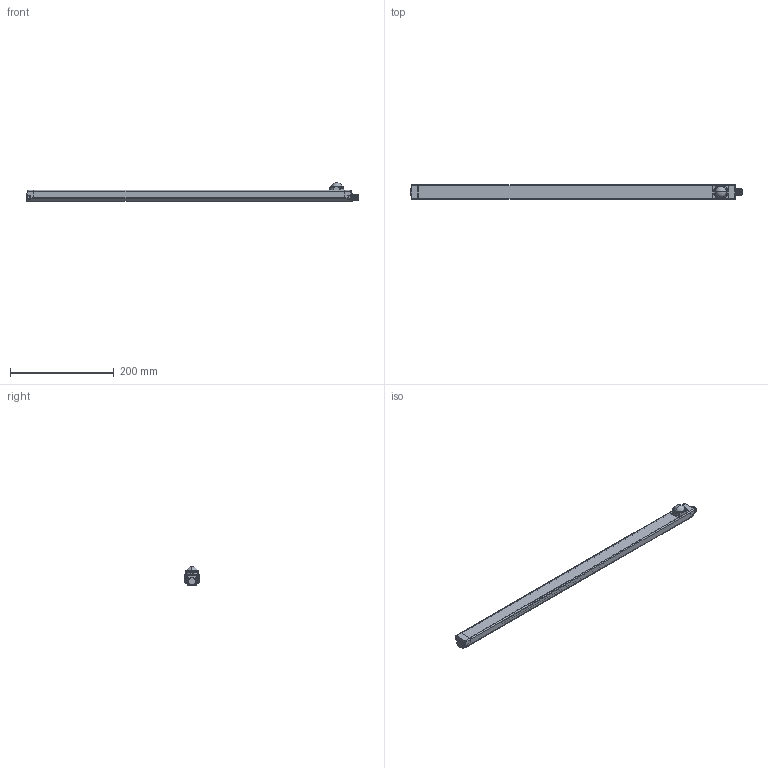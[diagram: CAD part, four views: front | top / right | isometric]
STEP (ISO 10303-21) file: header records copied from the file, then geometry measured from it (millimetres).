
FILE_DESCRIPTION((''),'2;1');
FILE_NAME('186382_ASM','2015-03-04T',('PDMAdmin'),(''),'PRO/ENGINEER BY PARAMETRIC TECHNOLOGY CORPORATION, 2013230','PRO/ENGINEER BY PARAMETRIC TECHNOLOGY CORPORATION, 2013230','');
FILE_SCHEMA(('CONFIG_CONTROL_DESIGN'));
Length unit declared in the file: inch
Products named in the file (15): 156983_AF0; 157060_ASM; 139151_598MM; 183973; VZWLLD; 153776; 153079; 08427; 154142; 154143; 153820_ASM; 154110_ASM; 114466; 153166; 186382_ASM
Assembly tree (18 placements, depth 4):
  186382_ASM
    157060_ASM
      156983_AF0
    139151_598MM  x2
    183973
    VZWLLD
    153776
    154110_ASM
      153079
      153820_ASM
        08427
        154142
        154143
    114466  x4
    153166
Bounding box: 639 x 28 x 35.86 mm (x, y, z)
Volume: 144585.3 mm3; surface area: 168889.4 mm2
Topology: 15 solids, 19 shells, 1664 faces, 4409 edges, 2799 vertices
Faces by surface type: cylinder 587, plane 565, bspline 232, cone 140, torus 125, sphere 15
Entity records: 49599 total; most frequent: CARTESIAN_POINT 22330, ORIENTED_EDGE 5904, DIRECTION 5386, EDGE_CURVE 2960, AXIS2_PLACEMENT_3D 2097, VERTEX_POINT 1852, EDGE_LOOP 1218, VECTOR 1192
